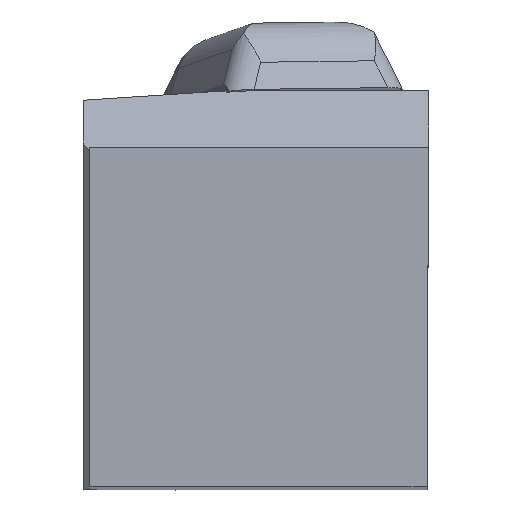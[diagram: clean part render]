
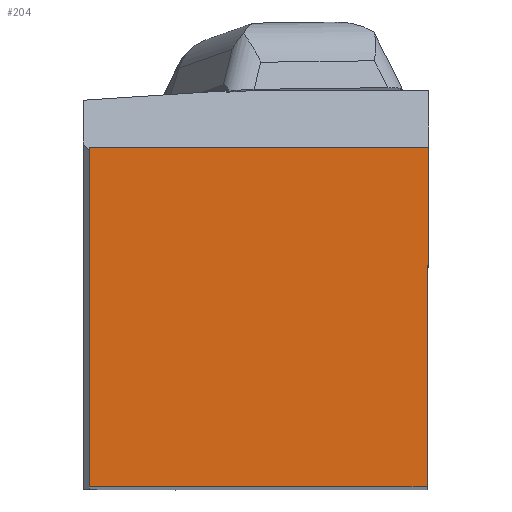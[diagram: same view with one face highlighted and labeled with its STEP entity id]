
A CAD part, top view. The second image highlights one B-rep face of the part: STEP entity #204.
In plain terms, the highlighted planar face has unit normal (0, 0, 1).
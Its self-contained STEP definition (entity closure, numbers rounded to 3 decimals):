
#145=FACE_OUTER_BOUND('',#563,.T.);
#204=ADVANCED_FACE('BLANK_BOXF006',(#145),#258,.F.);
#258=PLANE('',#1336);
#338=LINE('',#1937,#458);
#339=LINE('',#1940,#459);
#340=LINE('',#1942,#460);
#341=LINE('',#1944,#461);
#458=VECTOR('',#1533,1.);
#459=VECTOR('',#1534,1.);
#460=VECTOR('',#1535,1.);
#461=VECTOR('',#1536,1.);
#563=EDGE_LOOP('',(#708,#709,#710,#711));
#708=ORIENTED_EDGE('',*,*,#1110,.F.);
#709=ORIENTED_EDGE('',*,*,#1111,.F.);
#710=ORIENTED_EDGE('',*,*,#1112,.F.);
#711=ORIENTED_EDGE('',*,*,#1113,.F.);
#985=VERTEX_POINT('',#1938);
#986=VERTEX_POINT('',#1939);
#987=VERTEX_POINT('',#1941);
#988=VERTEX_POINT('',#1943);
#1110=EDGE_CURVE('',#985,#986,#338,.T.);
#1111=EDGE_CURVE('',#987,#985,#339,.T.);
#1112=EDGE_CURVE('',#988,#987,#340,.T.);
#1113=EDGE_CURVE('',#986,#988,#341,.T.);
#1336=AXIS2_PLACEMENT_3D('',#1945,#1537,#1538);
#1533=DIRECTION('',(0.,1.,0.));
#1534=DIRECTION('',(-1.,0.,0.));
#1535=DIRECTION('',(-0.004,-1.,0.));
#1536=DIRECTION('',(1.,0.,0.));
#1537=DIRECTION('',(0.,0.,-1.));
#1538=DIRECTION('',(-1.,0.,0.));
#1937=CARTESIAN_POINT('',(-31.85,-186.35,0.));
#1938=CARTESIAN_POINT('',(-31.85,0.,0.));
#1939=CARTESIAN_POINT('',(-31.85,31.85,0.));
#1940=CARTESIAN_POINT('',(186.35,0.,0.));
#1941=CARTESIAN_POINT('',(-0.139,0.,0.));
#1942=CARTESIAN_POINT('',(0.674,186.348,0.));
#1943=CARTESIAN_POINT('',(0.,31.85,0.));
#1944=CARTESIAN_POINT('',(-186.35,31.85,0.));
#1945=CARTESIAN_POINT('',(-42.35,-5.,0.));
